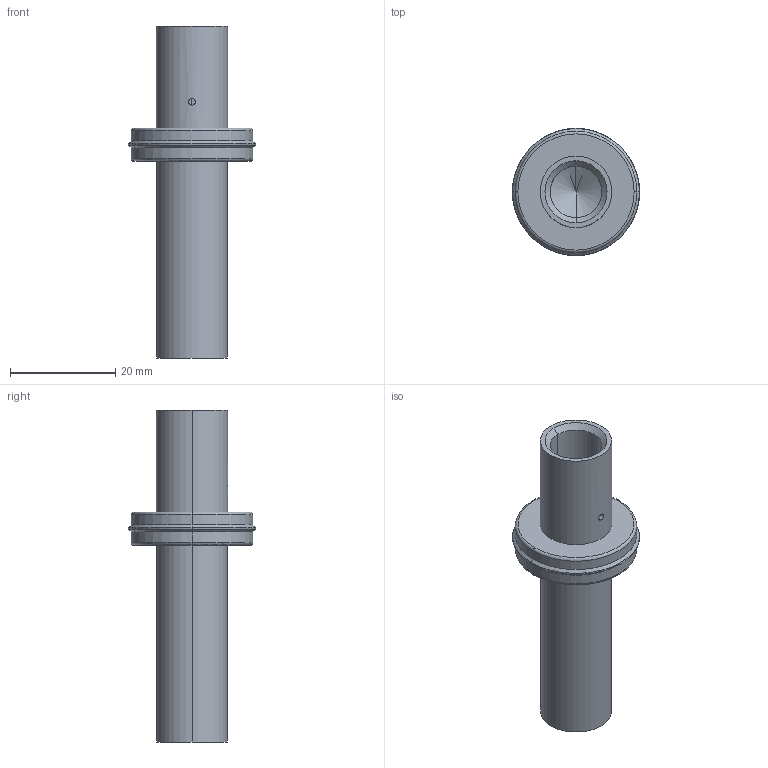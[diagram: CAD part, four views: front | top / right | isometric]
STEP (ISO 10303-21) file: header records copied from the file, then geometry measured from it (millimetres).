
FILE_DESCRIPTION((''),'2;1');
FILE_NAME('MUZHEN-GUANHUANG_SW0001','2020-11-10T08:23:56',('xl.su'),(''),'CREO PARAMETRIC BY PTC INC, 2017110','CREO PARAMETRIC BY PTC INC, 2017110','');
FILE_SCHEMA(('CONFIG_CONTROL_DESIGN'));
Length unit declared in the file: inch
Products named in the file (1): MUZHEN-GUANHUANG_SW0001
Bounding box: 24.23 x 24.23 x 63.1 mm (x, y, z)
Volume: 7164.7 mm3; surface area: 5157.7 mm2
Topology: 1 solids, 1 shells, 38 faces, 85 edges, 48 vertices
Faces by surface type: cylinder 14, cone 12, torus 8, plane 4
Entity records: 1129 total; most frequent: CARTESIAN_POINT 229, DIRECTION 203, ORIENTED_EDGE 162, AXIS2_PLACEMENT_3D 88, EDGE_CURVE 81, CIRCLE 50, VERTEX_POINT 48, EDGE_LOOP 43
